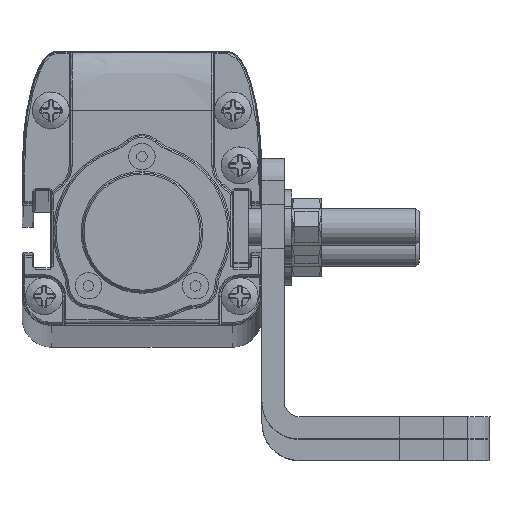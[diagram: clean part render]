
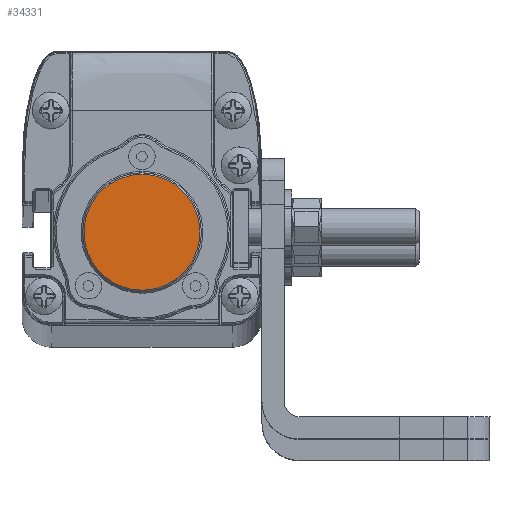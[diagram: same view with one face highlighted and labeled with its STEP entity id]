
A CAD part, top view. The second image highlights one B-rep face of the part: STEP entity #34331.
In plain terms, the highlighted planar face has unit normal (0, 0, 1).
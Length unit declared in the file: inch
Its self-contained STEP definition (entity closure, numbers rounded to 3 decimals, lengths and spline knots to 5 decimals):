
#2854 = CARTESIAN_POINT ( 'NONE',  ( -0.30709, -0.0402, 68.24583 ) ) ;
#6071 = DIRECTION ( 'NONE',  ( 0., 0., 1. ) ) ;
#9076 = CARTESIAN_POINT ( 'NONE',  ( 0.18872, 0.24557, 68.24583 ) ) ;
#10023 = CARTESIAN_POINT ( 'NONE',  ( 0.26833, 0.15465, 68.24583 ) ) ;
#11213 = ORIENTED_EDGE ( 'NONE', *, *, #30806, .F. ) ;
#11443 = PLANE ( 'NONE',  #39224 ) ;
#14624 = CARTESIAN_POINT ( 'NONE',  ( -0.61417, -0.53189, 68.24583 ) ) ;
#16383 = CARTESIAN_POINT ( 'NONE',  ( 0.30709, -0.0402, 68.24583 ) ) ;
#17036 = CARTESIAN_POINT ( 'NONE',  ( 0.24557, -0.18872, 68.24583 ) ) ;
#17341 = CARTESIAN_POINT ( 'NONE',  ( 0.18872, -0.24557, 68.24583 ) ) ;
#17465 = CARTESIAN_POINT ( 'NONE',  ( 0., 0.30709, 68.24583 ) ) ;
#18725 = CARTESIAN_POINT ( 'NONE',  ( 0., -0.30709, 68.24583 ) ) ;
#18823 = B_SPLINE_CURVE_WITH_KNOTS ( 'NONE', 3,
 ( #18725, #69382, #61891, #26020, #25711, #76365, #32364, #83088, #2854, #46306, #46618, #54224, #68762, #32040, #83389, #53594, #60947, #17465 ),
 .UNSPECIFIED., .F., .F.,
 ( 4, 2, 2, 2, 2, 2, 2, 2, 4 ),
 ( 0., 0.125, 0.25, 0.375, 0.5, 0.625, 0.75, 0.875, 1. ),
 .UNSPECIFIED. ) ;
#19043 = VERTEX_POINT ( 'NONE', #74201 ) ;
#24592 = CARTESIAN_POINT ( 'NONE',  ( 0.08038, -0.29909, 68.24583 ) ) ;
#24942 = CARTESIAN_POINT ( 'NONE',  ( 0., 0.30709, 68.24583 ) ) ;
#25711 = CARTESIAN_POINT ( 'NONE',  ( -0.18872, -0.24557, 68.24583 ) ) ;
#26020 = CARTESIAN_POINT ( 'NONE',  ( -0.15465, -0.26833, 68.24583 ) ) ;
#26794 = B_SPLINE_CURVE_WITH_KNOTS ( 'NONE', 3,
 ( #24942, #52522, #74677, #53780, #9076, #60826, #10023, #53468, #59904, #16383, #45559, #60519, #17036, #17341, #68007, #24592, #75299, #31917 ),
 .UNSPECIFIED., .F., .F.,
 ( 4, 2, 2, 2, 2, 2, 2, 2, 4 ),
 ( 0., 0.125, 0.25, 0.375, 0.5, 0.625, 0.75, 0.875, 1. ),
 .UNSPECIFIED. ) ;
#30806 = EDGE_CURVE ( 'NONE', #19043, #92865, #18823, .T. ) ;
#31917 = CARTESIAN_POINT ( 'NONE',  ( 0., -0.30709, 68.24583 ) ) ;
#32040 = CARTESIAN_POINT ( 'NONE',  ( -0.18872, 0.24557, 68.24583 ) ) ;
#32364 = CARTESIAN_POINT ( 'NONE',  ( -0.26833, -0.15465, 68.24583 ) ) ;
#34331 = ADVANCED_FACE ( 'NONE', ( #87986 ), #11443, .T. ) ;
#39224 = AXIS2_PLACEMENT_3D ( 'NONE', #14624, #6071, #65351 ) ;
#45559 = CARTESIAN_POINT ( 'NONE',  ( 0.29909, -0.08038, 68.24583 ) ) ;
#46306 = CARTESIAN_POINT ( 'NONE',  ( -0.30709, 0.0402, 68.24583 ) ) ;
#46618 = CARTESIAN_POINT ( 'NONE',  ( -0.29909, 0.08038, 68.24583 ) ) ;
#49092 = EDGE_LOOP ( 'NONE', ( #62904, #11213 ) ) ;
#52522 = CARTESIAN_POINT ( 'NONE',  ( 0.0402, 0.30709, 68.24583 ) ) ;
#53468 = CARTESIAN_POINT ( 'NONE',  ( 0.29909, 0.08038, 68.24583 ) ) ;
#53594 = CARTESIAN_POINT ( 'NONE',  ( -0.08038, 0.29909, 68.24583 ) ) ;
#53780 = CARTESIAN_POINT ( 'NONE',  ( 0.15465, 0.26833, 68.24583 ) ) ;
#54224 = CARTESIAN_POINT ( 'NONE',  ( -0.26833, 0.15465, 68.24583 ) ) ;
#59904 = CARTESIAN_POINT ( 'NONE',  ( 0.30709, 0.0402, 68.24583 ) ) ;
#60519 = CARTESIAN_POINT ( 'NONE',  ( 0.26833, -0.15465, 68.24583 ) ) ;
#60826 = CARTESIAN_POINT ( 'NONE',  ( 0.24557, 0.18872, 68.24583 ) ) ;
#60947 = CARTESIAN_POINT ( 'NONE',  ( -0.0402, 0.30709, 68.24583 ) ) ;
#61891 = CARTESIAN_POINT ( 'NONE',  ( -0.08038, -0.29909, 68.24583 ) ) ;
#62904 = ORIENTED_EDGE ( 'NONE', *, *, #74837, .F. ) ;
#65351 = DIRECTION ( 'NONE',  ( 1., 0., 0. ) ) ;
#68007 = CARTESIAN_POINT ( 'NONE',  ( 0.15465, -0.26833, 68.24583 ) ) ;
#68762 = CARTESIAN_POINT ( 'NONE',  ( -0.24557, 0.18872, 68.24583 ) ) ;
#69382 = CARTESIAN_POINT ( 'NONE',  ( -0.0402, -0.30709, 68.24583 ) ) ;
#74201 = CARTESIAN_POINT ( 'NONE',  ( 0., -0.30709, 68.24583 ) ) ;
#74677 = CARTESIAN_POINT ( 'NONE',  ( 0.08038, 0.29909, 68.24583 ) ) ;
#74837 = EDGE_CURVE ( 'NONE', #92865, #19043, #26794, .T. ) ;
#75299 = CARTESIAN_POINT ( 'NONE',  ( 0.0402, -0.30709, 68.24583 ) ) ;
#76365 = CARTESIAN_POINT ( 'NONE',  ( -0.24557, -0.18872, 68.24583 ) ) ;
#83088 = CARTESIAN_POINT ( 'NONE',  ( -0.29909, -0.08038, 68.24583 ) ) ;
#83389 = CARTESIAN_POINT ( 'NONE',  ( -0.15465, 0.26833, 68.24583 ) ) ;
#86472 = CARTESIAN_POINT ( 'NONE',  ( 0., 0.30709, 68.24583 ) ) ;
#87986 = FACE_OUTER_BOUND ( 'NONE', #49092, .T. ) ;
#92865 = VERTEX_POINT ( 'NONE', #86472 ) ;
